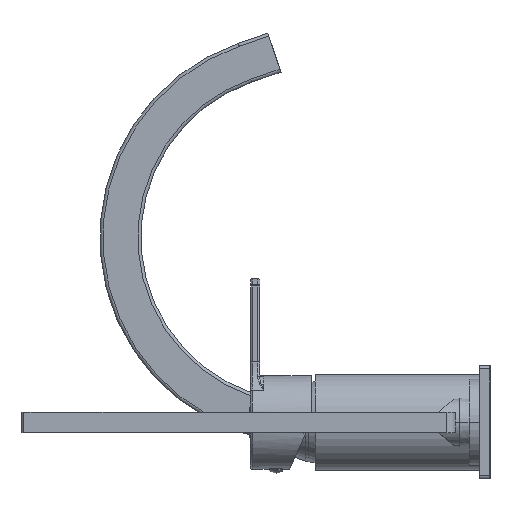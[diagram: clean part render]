
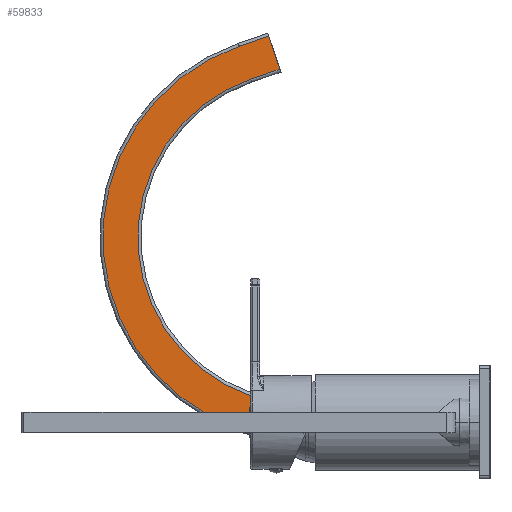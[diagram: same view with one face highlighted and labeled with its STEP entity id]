
A CAD part, left-side view. The second image highlights one B-rep face of the part: STEP entity #59833.
In plain terms, the highlighted planar face has unit normal (-1, 0, 0).
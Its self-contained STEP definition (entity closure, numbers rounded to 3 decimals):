
#57851=DIRECTION('',(0.,0.,-1.));
#57852=VECTOR('',#57851,17.);
#57853=CARTESIAN_POINT('',(124.5,0.,8.5));
#57854=LINE('',#57853,#57852);
#57935=DIRECTION('',(0.,-1.,0.));
#57936=VECTOR('',#57935,85.012);
#57937=CARTESIAN_POINT('',(124.5,85.012,-8.5));
#57938=LINE('',#57937,#57936);
#57939=CARTESIAN_POINT('',(124.5,85.012,89.988));
#57940=DIRECTION('',(-1.,0.,0.));
#57941=DIRECTION('',(0.,0.326,0.946));
#57942=AXIS2_PLACEMENT_3D('',#57939,#57940,#57941);
#57944=DIRECTION('',(0.,0.946,-0.326));
#57945=VECTOR('',#57944,15.134);
#57946=CARTESIAN_POINT('',(124.5,102.767,188.037));
#57947=LINE('',#57946,#57945);
#57948=DIRECTION('',(0.,0.946,-0.326));
#57949=VECTOR('',#57948,15.134);
#57950=CARTESIAN_POINT('',(124.5,97.233,171.963));
#57951=LINE('',#57950,#57949);
#57952=CARTESIAN_POINT('',(124.5,85.012,89.988));
#57953=DIRECTION('',(-1.,0.,0.));
#57954=DIRECTION('',(0.,0.326,0.946));
#57955=AXIS2_PLACEMENT_3D('',#57952,#57953,#57954);
#57957=DIRECTION('',(0.,-1.,0.));
#57958=VECTOR('',#57957,85.012);
#57959=CARTESIAN_POINT('',(124.5,85.012,8.5));
#57960=LINE('',#57959,#57958);
#58004=DIRECTION('',(0.,-0.326,-0.946));
#58005=VECTOR('',#58004,17.);
#58006=CARTESIAN_POINT('',(124.5,102.767,188.037));
#58007=LINE('',#58006,#58005);
#58865=CARTESIAN_POINT('',(124.5,111.542,167.036));
#58866=CARTESIAN_POINT('',(124.5,85.012,8.5));
#58867=VERTEX_POINT('',#58865);
#58868=VERTEX_POINT('',#58866);
#58869=CARTESIAN_POINT('',(124.5,97.233,171.963));
#58871=VERTEX_POINT('',#58869);
#58873=CARTESIAN_POINT('',(124.5,117.077,183.11));
#58874=CARTESIAN_POINT('',(124.5,85.012,-8.5));
#58875=VERTEX_POINT('',#58873);
#58876=VERTEX_POINT('',#58874);
#58882=CARTESIAN_POINT('',(124.5,102.767,188.037));
#58884=VERTEX_POINT('',#58882);
#58965=CARTESIAN_POINT('',(124.5,0.,8.5));
#58966=CARTESIAN_POINT('',(124.5,0.,-8.5));
#58967=VERTEX_POINT('',#58965);
#58968=VERTEX_POINT('',#58966);
#59812=CARTESIAN_POINT('',(124.5,0.,-10.));
#59813=DIRECTION('',(-1.,0.,0.));
#59814=DIRECTION('',(0.,0.,1.));
#59815=AXIS2_PLACEMENT_3D('',#59812,#59813,#59814);
#59816=PLANE('',#59815);
#59817=ORIENTED_EDGE('',*,*,#59655,.T.);
#59819=ORIENTED_EDGE('',*,*,#59818,.F.);
#59821=ORIENTED_EDGE('',*,*,#59820,.F.);
#59823=ORIENTED_EDGE('',*,*,#59822,.F.);
#59825=ORIENTED_EDGE('',*,*,#59824,.T.);
#59827=ORIENTED_EDGE('',*,*,#59826,.T.);
#59829=ORIENTED_EDGE('',*,*,#59828,.T.);
#59830=ORIENTED_EDGE('',*,*,#59797,.T.);
#59831=EDGE_LOOP('',(#59817,#59819,#59821,#59823,#59825,#59827,#59829,#59830));
#59832=FACE_OUTER_BOUND('',#59831,.F.);
#59833=ADVANCED_FACE('',(#59832),#59816,.T.);
#57943=CIRCLE('',#57942,98.488);
#57956=CIRCLE('',#57955,81.488);
#59655=EDGE_CURVE('',#58967,#58968,#57854,.T.);
#59797=EDGE_CURVE('',#58868,#58967,#57960,.T.);
#59818=EDGE_CURVE('',#58876,#58968,#57938,.T.);
#59820=EDGE_CURVE('',#58875,#58876,#57943,.T.);
#59822=EDGE_CURVE('',#58884,#58875,#57947,.T.);
#59824=EDGE_CURVE('',#58884,#58871,#58007,.T.);
#59826=EDGE_CURVE('',#58871,#58867,#57951,.T.);
#59828=EDGE_CURVE('',#58867,#58868,#57956,.T.);
